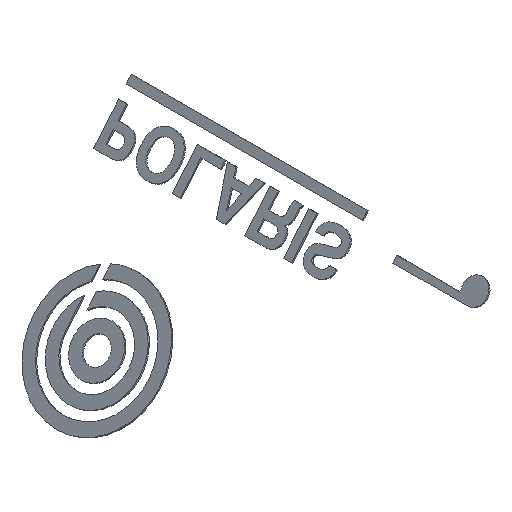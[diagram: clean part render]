
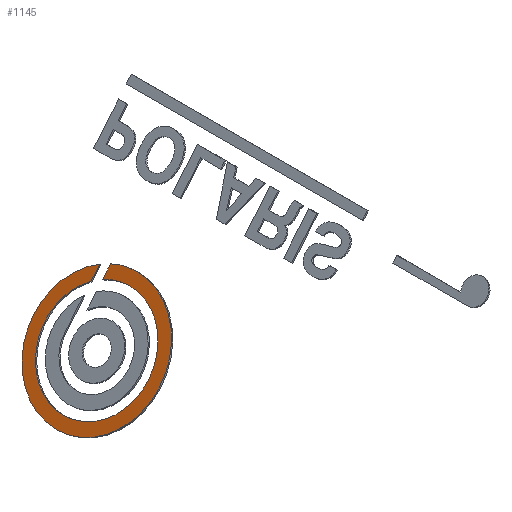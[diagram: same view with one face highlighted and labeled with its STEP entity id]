
A CAD part, isometric view. The second image highlights one B-rep face of the part: STEP entity #1145.
In plain terms, the highlighted planar face has unit normal (-0.766, 0, 0.643).
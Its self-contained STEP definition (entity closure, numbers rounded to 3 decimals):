
#76 = DIRECTION ( 'NONE',  ( 0.643, 0., 0.766 ) ) ;
#135 = AXIS2_PLACEMENT_3D ( 'NONE', #7778, #5050, #7089 ) ;
#1067 = DIRECTION ( 'NONE',  ( -0.643, 0., -0.766 ) ) ;
#1145 = ADVANCED_FACE ( 'NONE', ( #4624 ), #2642, .F. ) ;
#1373 = DIRECTION ( 'NONE',  ( 0.766, 0., -0.643 ) ) ;
#1577 = CIRCLE ( 'NONE', #135, 13.1 ) ;
#1688 = EDGE_CURVE ( 'NONE', #7627, #6506, #2379, .T. ) ;
#1977 = ORIENTED_EDGE ( 'NONE', *, *, #4984, .F. ) ;
#2006 = CARTESIAN_POINT ( 'NONE',  ( 103.317, 50.6, 37.096 ) ) ;
#2041 = CARTESIAN_POINT ( 'NONE',  ( 105.12, 42.5, 39.245 ) ) ;
#2121 = VECTOR ( 'NONE', #1067, 1000. ) ;
#2379 = CIRCLE ( 'NONE', #3350, 16. ) ;
#2404 = DIRECTION ( 'NONE',  ( -0.643, 0., -0.766 ) ) ;
#2521 = DIRECTION ( 'NONE',  ( 0.766, 0., -0.643 ) ) ;
#2642 = PLANE ( 'NONE',  #6728 ) ;
#2682 = AXIS2_PLACEMENT_3D ( 'NONE', #8003, #8732, #8772 ) ;
#2702 = AXIS2_PLACEMENT_3D ( 'NONE', #5758, #2521, #2404 ) ;
#3044 = EDGE_LOOP ( 'NONE', ( #6049, #4377, #5656, #1977, #6192, #3490, #4722, #3412 ) ) ;
#3249 = CARTESIAN_POINT ( 'NONE',  ( 96.699, 42.5, 29.209 ) ) ;
#3350 = AXIS2_PLACEMENT_3D ( 'NONE', #5651, #7899, #8455 ) ;
#3378 = DIRECTION ( 'NONE',  ( -0.643, 0., -0.766 ) ) ;
#3412 = ORIENTED_EDGE ( 'NONE', *, *, #6757, .F. ) ;
#3490 = ORIENTED_EDGE ( 'NONE', *, *, #4497, .F. ) ;
#3585 = CARTESIAN_POINT ( 'NONE',  ( 88.279, 42.5, 19.174 ) ) ;
#3783 = EDGE_CURVE ( 'NONE', #4116, #6241, #1577, .T. ) ;
#3803 = VERTEX_POINT ( 'NONE', #4602 ) ;
#4084 = DIRECTION ( 'NONE',  ( -0.643, 0., -0.766 ) ) ;
#4110 = EDGE_CURVE ( 'NONE', #4841, #7941, #5947, .T. ) ;
#4116 = VERTEX_POINT ( 'NONE', #2041 ) ;
#4377 = ORIENTED_EDGE ( 'NONE', *, *, #4387, .F. ) ;
#4387 = EDGE_CURVE ( 'NONE', #6506, #4841, #5041, .T. ) ;
#4429 = CARTESIAN_POINT ( 'NONE',  ( 105.569, 50.6, 39.779 ) ) ;
#4497 = EDGE_CURVE ( 'NONE', #6241, #4981, #8049, .T. ) ;
#4602 = CARTESIAN_POINT ( 'NONE',  ( 106.984, 42.5, 41.466 ) ) ;
#4624 = FACE_OUTER_BOUND ( 'NONE', #3044, .T. ) ;
#4685 = CARTESIAN_POINT ( 'NONE',  ( 86.415, 42.5, 16.953 ) ) ;
#4722 = ORIENTED_EDGE ( 'NONE', *, *, #3783, .F. ) ;
#4841 = VERTEX_POINT ( 'NONE', #2006 ) ;
#4981 = VERTEX_POINT ( 'NONE', #6549 ) ;
#4984 = EDGE_CURVE ( 'NONE', #3803, #7627, #7258, .T. ) ;
#5041 = LINE ( 'NONE', #4429, #2121 ) ;
#5050 = DIRECTION ( 'NONE',  ( -0.766, 0., 0.643 ) ) ;
#5402 = DIRECTION ( 'NONE',  ( -0.766, 0., 0.643 ) ) ;
#5651 = CARTESIAN_POINT ( 'NONE',  ( 96.699, 42.5, 29.209 ) ) ;
#5656 = ORIENTED_EDGE ( 'NONE', *, *, #1688, .F. ) ;
#5758 = CARTESIAN_POINT ( 'NONE',  ( 96.699, 42.5, 29.209 ) ) ;
#5947 = CIRCLE ( 'NONE', #6071, 13.1 ) ;
#6045 = CARTESIAN_POINT ( 'NONE',  ( 96.699, 42.5, 29.209 ) ) ;
#6049 = ORIENTED_EDGE ( 'NONE', *, *, #4110, .F. ) ;
#6071 = AXIS2_PLACEMENT_3D ( 'NONE', #7545, #5402, #3378 ) ;
#6192 = ORIENTED_EDGE ( 'NONE', *, *, #6512, .F. ) ;
#6241 = VERTEX_POINT ( 'NONE', #6891 ) ;
#6506 = VERTEX_POINT ( 'NONE', #8046 ) ;
#6512 = EDGE_CURVE ( 'NONE', #4981, #3803, #8639, .T. ) ;
#6519 = CIRCLE ( 'NONE', #2682, 13.1 ) ;
#6549 = CARTESIAN_POINT ( 'NONE',  ( 106.233, 48.5, 40.572 ) ) ;
#6728 = AXIS2_PLACEMENT_3D ( 'NONE', #6045, #7410, #7454 ) ;
#6757 = EDGE_CURVE ( 'NONE', #7941, #4116, #6519, .T. ) ;
#6891 = CARTESIAN_POINT ( 'NONE',  ( 104.185, 48.5, 38.13 ) ) ;
#7089 = DIRECTION ( 'NONE',  ( -0.643, 0., -0.766 ) ) ;
#7258 = CIRCLE ( 'NONE', #2702, 16. ) ;
#7381 = AXIS2_PLACEMENT_3D ( 'NONE', #3249, #1373, #4084 ) ;
#7410 = DIRECTION ( 'NONE',  ( 0.766, 0., -0.643 ) ) ;
#7454 = DIRECTION ( 'NONE',  ( -0.643, 0., -0.766 ) ) ;
#7545 = CARTESIAN_POINT ( 'NONE',  ( 96.699, 42.5, 29.209 ) ) ;
#7627 = VERTEX_POINT ( 'NONE', #4685 ) ;
#7778 = CARTESIAN_POINT ( 'NONE',  ( 96.699, 42.5, 29.209 ) ) ;
#7810 = VECTOR ( 'NONE', #76, 1000. ) ;
#7899 = DIRECTION ( 'NONE',  ( 0.766, 0., -0.643 ) ) ;
#7941 = VERTEX_POINT ( 'NONE', #3585 ) ;
#8003 = CARTESIAN_POINT ( 'NONE',  ( 96.699, 42.5, 29.209 ) ) ;
#8046 = CARTESIAN_POINT ( 'NONE',  ( 105.569, 50.6, 39.779 ) ) ;
#8049 = LINE ( 'NONE', #8206, #7810 ) ;
#8206 = CARTESIAN_POINT ( 'NONE',  ( 104.185, 48.5, 38.13 ) ) ;
#8455 = DIRECTION ( 'NONE',  ( -0.643, 0., -0.766 ) ) ;
#8639 = CIRCLE ( 'NONE', #7381, 16. ) ;
#8732 = DIRECTION ( 'NONE',  ( -0.766, 0., 0.643 ) ) ;
#8772 = DIRECTION ( 'NONE',  ( -0.643, 0., -0.766 ) ) ;
